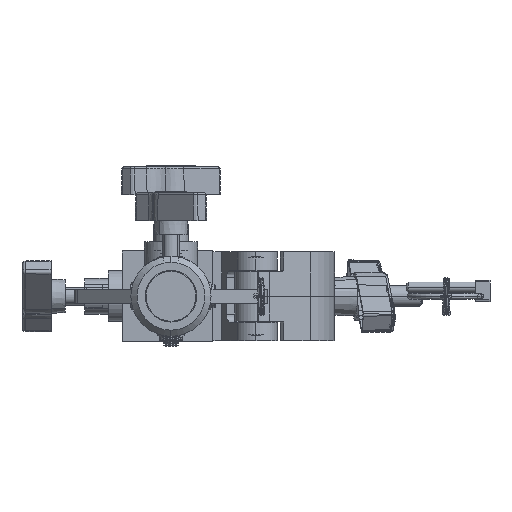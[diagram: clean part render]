
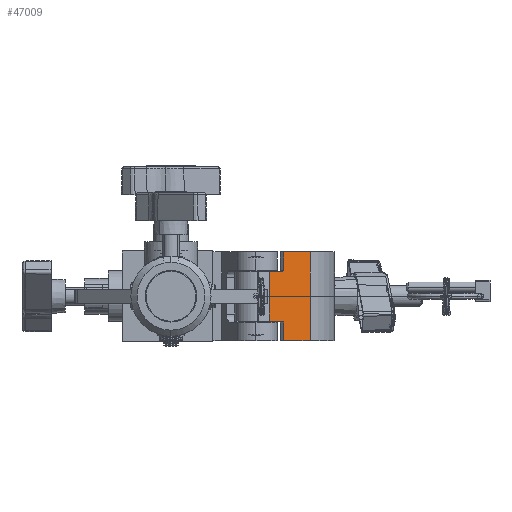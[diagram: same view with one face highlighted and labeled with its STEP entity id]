
A CAD part, front view. The second image highlights one B-rep face of the part: STEP entity #47009.
In plain terms, the highlighted face is planar.
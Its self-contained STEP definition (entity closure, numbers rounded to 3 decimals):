
#411 = ORIENTED_EDGE ( 'NONE', *, *, #19150, .T. ) ;
#427 = EDGE_CURVE ( 'NONE', #46703, #14681, #48704, .T. ) ;
#713 = EDGE_CURVE ( 'NONE', #7428, #17130, #26166, .T. ) ;
#1987 = LINE ( 'NONE', #29372, #11730 ) ;
#3645 = ORIENTED_EDGE ( 'NONE', *, *, #9591, .T. ) ;
#4293 = ORIENTED_EDGE ( 'NONE', *, *, #24728, .F. ) ;
#5109 = VECTOR ( 'NONE', #40806, 1000. ) ;
#6031 = CARTESIAN_POINT ( 'NONE',  ( 16.54, 43.218, 24.95 ) ) ;
#7428 = VERTEX_POINT ( 'NONE', #17642 ) ;
#7480 = VECTOR ( 'NONE', #18496, 1000. ) ;
#8712 = CARTESIAN_POINT ( 'NONE',  ( 6.936, 27., 14.157 ) ) ;
#9591 = EDGE_CURVE ( 'NONE', #15005, #37361, #33172, .T. ) ;
#10650 = VERTEX_POINT ( 'NONE', #16681 ) ;
#10867 = EDGE_CURVE ( 'NONE', #40432, #27612, #39178, .T. ) ;
#11730 = VECTOR ( 'NONE', #49400, 1000. ) ;
#13588 = VECTOR ( 'NONE', #33121, 1000. ) ;
#14681 = VERTEX_POINT ( 'NONE', #17085 ) ;
#14996 = CARTESIAN_POINT ( 'NONE',  ( 6.936, 27., -14.157 ) ) ;
#15005 = VERTEX_POINT ( 'NONE', #30275 ) ;
#15115 = AXIS2_PLACEMENT_3D ( 'NONE', #40014, #16384, #35787 ) ;
#15614 = EDGE_LOOP ( 'NONE', ( #26749, #19973, #48054, #30519, #4293, #37837, #411, #21410, #16939, #3645 ) ) ;
#15684 = CARTESIAN_POINT ( 'NONE',  ( 6.64, 26.5, -13.95 ) ) ;
#15839 = EDGE_CURVE ( 'NONE', #46703, #10650, #25708, .T. ) ;
#16384 = DIRECTION ( 'NONE',  ( 0.86, -0.51, 0. ) ) ;
#16521 = CARTESIAN_POINT ( 'NONE',  ( 6.64, 26.5, 13.95 ) ) ;
#16681 = CARTESIAN_POINT ( 'NONE',  ( 6.64, 26.5, -13.95 ) ) ;
#16939 = ORIENTED_EDGE ( 'NONE', *, *, #20260, .F. ) ;
#17085 = CARTESIAN_POINT ( 'NONE',  ( 6.936, 27., -24.95 ) ) ;
#17130 = VERTEX_POINT ( 'NONE', #50250 ) ;
#17642 = CARTESIAN_POINT ( 'NONE',  ( 6.936, 27., 14.45 ) ) ;
#18496 = DIRECTION ( 'NONE',  ( 0., 0., -1. ) ) ;
#19150 = EDGE_CURVE ( 'NONE', #40432, #7428, #47553, .T. ) ;
#19973 = ORIENTED_EDGE ( 'NONE', *, *, #427, .F. ) ;
#20260 = EDGE_CURVE ( 'NONE', #15005, #17130, #39189, .T. ) ;
#20857 = DIRECTION ( 'NONE',  ( 0., 0., -1. ) ) ;
#21410 = ORIENTED_EDGE ( 'NONE', *, *, #713, .T. ) ;
#21813 = DIRECTION ( 'NONE',  ( 0., 0., -1. ) ) ;
#22840 = CARTESIAN_POINT ( 'NONE',  ( 6.64, 26.5, 13.95 ) ) ;
#22860 = CARTESIAN_POINT ( 'NONE',  ( 6.936, 27., -14.45 ) ) ;
#23402 = VECTOR ( 'NONE', #21813, 1000. ) ;
#23748 = VECTOR ( 'NONE', #50242, 1000. ) ;
#24181 = PLANE ( 'NONE',  #15115 ) ;
#24728 = EDGE_CURVE ( 'NONE', #27612, #49904, #37345, .T. ) ;
#25527 = CARTESIAN_POINT ( 'NONE',  ( 1.675, 18.114, -24.95 ) ) ;
#25708 =( BOUNDED_CURVE ( )  B_SPLINE_CURVE ( 3, ( #27252, #14996, #31215, #15684 ),
 .UNSPECIFIED., .F., .T. ) 
 B_SPLINE_CURVE_WITH_KNOTS ( ( 4, 4 ),
 ( 0., 1.571 ),
 .UNSPECIFIED. ) 
 CURVE ( )  GEOMETRIC_REPRESENTATION_ITEM ( )  RATIONAL_B_SPLINE_CURVE ( ( 1., 0.805, 0.805, 1. ) ) 
 REPRESENTATION_ITEM ( '' )  );
#26166 = LINE ( 'NONE', #38353, #23748 ) ;
#26749 = ORIENTED_EDGE ( 'NONE', *, *, #48784, .T. ) ;
#26875 = CARTESIAN_POINT ( 'NONE',  ( 1.675, 18.114, -13.95 ) ) ;
#27252 = CARTESIAN_POINT ( 'NONE',  ( 6.936, 27., -14.45 ) ) ;
#27612 = VERTEX_POINT ( 'NONE', #38734 ) ;
#29372 = CARTESIAN_POINT ( 'NONE',  ( 1.675, 18.114, -13.95 ) ) ;
#30275 = CARTESIAN_POINT ( 'NONE',  ( 16.54, 43.218, 24.95 ) ) ;
#30519 = ORIENTED_EDGE ( 'NONE', *, *, #44629, .F. ) ;
#31215 = CARTESIAN_POINT ( 'NONE',  ( 6.814, 26.793, -13.95 ) ) ;
#32009 = CARTESIAN_POINT ( 'NONE',  ( 6.814, 26.793, 13.95 ) ) ;
#33121 = DIRECTION ( 'NONE',  ( -0.51, -0.86, 0. ) ) ;
#33172 = LINE ( 'NONE', #6031, #23402 ) ;
#35763 = LINE ( 'NONE', #25527, #40618 ) ;
#35787 = DIRECTION ( 'NONE',  ( 0.51, 0.86, 0. ) ) ;
#37182 = VECTOR ( 'NONE', #20857, 1000. ) ;
#37345 = LINE ( 'NONE', #46017, #7480 ) ;
#37361 = VERTEX_POINT ( 'NONE', #44000 ) ;
#37837 = ORIENTED_EDGE ( 'NONE', *, *, #10867, .F. ) ;
#38353 = CARTESIAN_POINT ( 'NONE',  ( 6.936, 27., 13.95 ) ) ;
#38627 = DIRECTION ( 'NONE',  ( -0.51, -0.86, 0. ) ) ;
#38734 = CARTESIAN_POINT ( 'NONE',  ( 1.675, 18.114, 13.95 ) ) ;
#39178 = LINE ( 'NONE', #40587, #13588 ) ;
#39189 = LINE ( 'NONE', #44223, #5109 ) ;
#40014 = CARTESIAN_POINT ( 'NONE',  ( 1.675, 18.114, 24.95 ) ) ;
#40432 = VERTEX_POINT ( 'NONE', #22840 ) ;
#40587 = CARTESIAN_POINT ( 'NONE',  ( 6.936, 27., 13.95 ) ) ;
#40618 = VECTOR ( 'NONE', #38627, 1000. ) ;
#40745 = CARTESIAN_POINT ( 'NONE',  ( 6.936, 27., -13.95 ) ) ;
#40806 = DIRECTION ( 'NONE',  ( -0.51, -0.86, 0. ) ) ;
#43738 = CARTESIAN_POINT ( 'NONE',  ( 6.936, 27., 14.45 ) ) ;
#44000 = CARTESIAN_POINT ( 'NONE',  ( 16.54, 43.218, -24.95 ) ) ;
#44223 = CARTESIAN_POINT ( 'NONE',  ( 1.675, 18.114, 24.95 ) ) ;
#44629 = EDGE_CURVE ( 'NONE', #49904, #10650, #1987, .T. ) ;
#46017 = CARTESIAN_POINT ( 'NONE',  ( 1.675, 18.114, 24.95 ) ) ;
#46703 = VERTEX_POINT ( 'NONE', #22860 ) ;
#47009 = ADVANCED_FACE ( 'NONE', ( #48645 ), #24181, .F. ) ;
#47553 =( BOUNDED_CURVE ( )  B_SPLINE_CURVE ( 3, ( #16521, #32009, #8712, #43738 ),
 .UNSPECIFIED., .F., .F. ) 
 B_SPLINE_CURVE_WITH_KNOTS ( ( 4, 4 ),
 ( 1.571, 3.142 ),
 .UNSPECIFIED. ) 
 CURVE ( )  GEOMETRIC_REPRESENTATION_ITEM ( )  RATIONAL_B_SPLINE_CURVE ( ( 1., 0.805, 0.805, 1. ) ) 
 REPRESENTATION_ITEM ( '' )  );
#48054 = ORIENTED_EDGE ( 'NONE', *, *, #15839, .T. ) ;
#48645 = FACE_OUTER_BOUND ( 'NONE', #15614, .T. ) ;
#48704 = LINE ( 'NONE', #40745, #37182 ) ;
#48784 = EDGE_CURVE ( 'NONE', #37361, #14681, #35763, .T. ) ;
#49400 = DIRECTION ( 'NONE',  ( 0.51, 0.86, 0. ) ) ;
#49904 = VERTEX_POINT ( 'NONE', #26875 ) ;
#50242 = DIRECTION ( 'NONE',  ( 0., 0., 1. ) ) ;
#50250 = CARTESIAN_POINT ( 'NONE',  ( 6.936, 27., 24.95 ) ) ;
